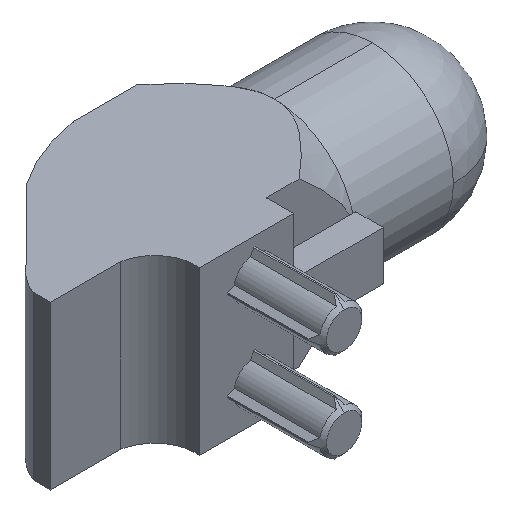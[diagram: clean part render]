
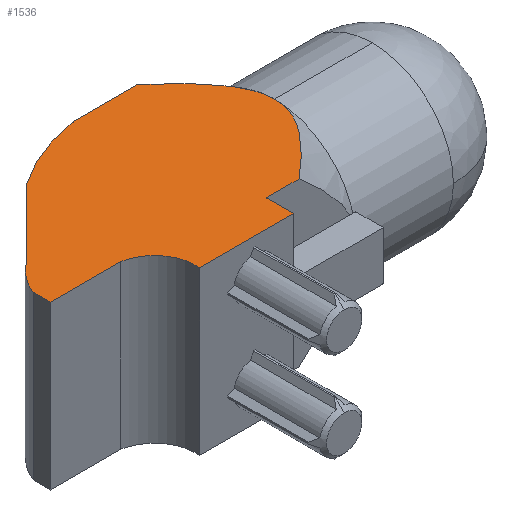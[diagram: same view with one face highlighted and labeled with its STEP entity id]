
A CAD part, isometric view. The second image highlights one B-rep face of the part: STEP entity #1536.
In plain terms, the highlighted planar face has unit normal (0, 0, 1).
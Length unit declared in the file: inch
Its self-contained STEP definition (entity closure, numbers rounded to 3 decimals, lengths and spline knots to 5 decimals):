
#7 = EDGE_CURVE ( 'NONE', #344, #1504, #1331, .T. ) ;
#24 = CARTESIAN_POINT ( 'NONE',  ( -0.05071, 0.0063, 0.1 ) ) ;
#33 = CARTESIAN_POINT ( 'NONE',  ( 0.21325, 0.17465, 0.1 ) ) ;
#37 = CARTESIAN_POINT ( 'NONE',  ( 0.11585, 0.00147, 0.1 ) ) ;
#39 = CARTESIAN_POINT ( 'NONE',  ( 0.2131, 0.09521, 0.1 ) ) ;
#42 = VERTEX_POINT ( 'NONE', #577 ) ;
#57 = EDGE_CURVE ( 'NONE', #353, #264, #690, .T. ) ;
#67 = DIRECTION ( 'NONE',  ( 0., 0., 1. ) ) ;
#71 = VECTOR ( 'NONE', #910, 39.37008 ) ;
#81 = CARTESIAN_POINT ( 'NONE',  ( 0.22587, 0.13505, 0.1 ) ) ;
#88 = EDGE_CURVE ( 'NONE', #210, #1896, #184, .T. ) ;
#118 = VECTOR ( 'NONE', #792, 39.37008 ) ;
#148 = VERTEX_POINT ( 'NONE', #1872 ) ;
#184 = LINE ( 'NONE', #1065, #1487 ) ;
#199 = DIRECTION ( 'NONE',  ( 1., 0., 0. ) ) ;
#200 = ORIENTED_EDGE ( 'NONE', *, *, #57, .T. ) ;
#205 = DIRECTION ( 'NONE',  ( -0.71, -0.704, 0. ) ) ;
#208 = EDGE_CURVE ( 'NONE', #1896, #221, #2163, .T. ) ;
#210 = VERTEX_POINT ( 'NONE', #511 ) ;
#211 = CARTESIAN_POINT ( 'NONE',  ( 0.22059, 0.16066, 0.1 ) ) ;
#219 = CARTESIAN_POINT ( 'NONE',  ( 0.20401, 0.08239, 0.1 ) ) ;
#221 = VERTEX_POINT ( 'NONE', #1606 ) ;
#264 = VERTEX_POINT ( 'NONE', #1451 ) ;
#344 = VERTEX_POINT ( 'NONE', #683 ) ;
#350 = ORIENTED_EDGE ( 'NONE', *, *, #896, .T. ) ;
#351 = EDGE_CURVE ( 'NONE', #344, #42, #2073, .T. ) ;
#353 = VERTEX_POINT ( 'NONE', #37 ) ;
#365 = CARTESIAN_POINT ( 'NONE',  ( 0.22587, 0.12975, 0.1 ) ) ;
#373 = CARTESIAN_POINT ( 'NONE',  ( 0.22515, 0.14554, 0.1 ) ) ;
#379 = CARTESIAN_POINT ( 'NONE',  ( 0.18683, 0.06295, 0.1 ) ) ;
#416 = LINE ( 'NONE', #1161, #813 ) ;
#511 = CARTESIAN_POINT ( 'NONE',  ( -0.01695, 0.19704, 0.1 ) ) ;
#518 = CARTESIAN_POINT ( 'NONE',  ( 0.11186, 0.0128, 0.1 ) ) ;
#533 = DIRECTION ( 'NONE',  ( 0., 1., 0. ) ) ;
#545 = CARTESIAN_POINT ( 'NONE',  ( 0.22587, 0.13505, 0.1 ) ) ;
#553 = CARTESIAN_POINT ( 'NONE',  ( 0.16402, 0.04175, 0.1 ) ) ;
#577 = CARTESIAN_POINT ( 'NONE',  ( 0.07804, 0.23505, 0.1 ) ) ;
#581 = EDGE_CURVE ( 'NONE', #1504, #2043, #866, .T. ) ;
#623 = CARTESIAN_POINT ( 'NONE',  ( -0.04186, 0.05647, 0.1 ) ) ;
#636 = LINE ( 'NONE', #623, #118 ) ;
#655 = AXIS2_PLACEMENT_3D ( 'NONE', #24, #1224, #199 ) ;
#683 = CARTESIAN_POINT ( 'NONE',  ( 0.15603, 0.23505, 0.1 ) ) ;
#688 = FACE_OUTER_BOUND ( 'NONE', #1033, .T. ) ;
#690 = LINE ( 'NONE', #2103, #1544 ) ;
#697 = DIRECTION ( 'NONE',  ( 1., 0., 0. ) ) ;
#717 = CARTESIAN_POINT ( 'NONE',  ( 0.1719, 0.22141, 0.1 ) ) ;
#721 = VECTOR ( 'NONE', #1243, 39.37008 ) ;
#772 = AXIS2_PLACEMENT_3D ( 'NONE', #1104, #67, #1267 ) ;
#792 = DIRECTION ( 'NONE',  ( 1., 0., 0. ) ) ;
#796 = ORIENTED_EDGE ( 'NONE', *, *, #1274, .T. ) ;
#813 = VECTOR ( 'NONE', #1332, 39.37008 ) ;
#851 = CARTESIAN_POINT ( 'NONE',  ( 0.22587, 0.23505, 0.1 ) ) ;
#866 = B_SPLINE_CURVE_WITH_KNOTS ( 'NONE', 3,
 ( #1735, #365, #1914, #891, #2077, #1074, #39, #1245, #219, #1405, #379, #1577, #553, #1740 ),
 .UNSPECIFIED., .F., .F.,
 ( 4, 2, 2, 2, 2, 2, 4 ),
 ( 0.01034, 0.01074, 0.01114, 0.01154, 0.01194, 0.01274, 0.01354 ),
 .UNSPECIFIED. ) ;
#884 = CARTESIAN_POINT ( 'NONE',  ( 0.19423, 0.1995, 0.1 ) ) ;
#891 = CARTESIAN_POINT ( 'NONE',  ( 0.22244, 0.11417, 0.1 ) ) ;
#896 = EDGE_CURVE ( 'NONE', #221, #1814, #2141, .T. ) ;
#899 = ORIENTED_EDGE ( 'NONE', *, *, #1583, .T. ) ;
#910 = DIRECTION ( 'NONE',  ( 1., 0., 0. ) ) ;
#931 = ORIENTED_EDGE ( 'NONE', *, *, #208, .T. ) ;
#932 = CARTESIAN_POINT ( 'NONE',  ( -0.12851, 0.05647, 0.1 ) ) ;
#946 = PLANE ( 'NONE',  #955 ) ;
#955 = AXIS2_PLACEMENT_3D ( 'NONE', #1788, #2126, #1130 ) ;
#1010 = CIRCLE ( 'NONE', #655, 0.05094 ) ;
#1022 = CARTESIAN_POINT ( 'NONE',  ( -0.12851, 0.05647, 0.1 ) ) ;
#1033 = EDGE_LOOP ( 'NONE', ( #2096, #1359, #796, #2017, #931, #350, #899, #1941, #1632, #200, #1129, #1225 ) ) ;
#1065 = CARTESIAN_POINT ( 'NONE',  ( -0.10045, 0.11417, 0.1 ) ) ;
#1067 = CARTESIAN_POINT ( 'NONE',  ( 0.20736, 0.18334, 0.1 ) ) ;
#1074 = CARTESIAN_POINT ( 'NONE',  ( 0.21587, 0.09981, 0.1 ) ) ;
#1104 = CARTESIAN_POINT ( 'NONE',  ( -0.04905, 0.04543, 0.1 ) ) ;
#1129 = ORIENTED_EDGE ( 'NONE', *, *, #1656, .T. ) ;
#1130 = DIRECTION ( 'NONE',  ( 1., 0., 0. ) ) ;
#1135 = EDGE_CURVE ( 'NONE', #148, #353, #416, .T. ) ;
#1161 = CARTESIAN_POINT ( 'NONE',  ( 0.11585, 0.00147, 0.1 ) ) ;
#1215 = CARTESIAN_POINT ( 'NONE',  ( -0.10045, 0.11417, 0.1 ) ) ;
#1224 = DIRECTION ( 'NONE',  ( 0., 0., -1. ) ) ;
#1225 = ORIENTED_EDGE ( 'NONE', *, *, #581, .F. ) ;
#1230 = CARTESIAN_POINT ( 'NONE',  ( 0.16403, 0.22834, 0.1 ) ) ;
#1239 = CARTESIAN_POINT ( 'NONE',  ( 0.21598, 0.17009, 0.1 ) ) ;
#1243 = DIRECTION ( 'NONE',  ( -1., 0., 0. ) ) ;
#1245 = CARTESIAN_POINT ( 'NONE',  ( 0.20718, 0.08652, 0.1 ) ) ;
#1267 = DIRECTION ( 'NONE',  ( 1., 0., 0. ) ) ;
#1274 = EDGE_CURVE ( 'NONE', #42, #210, #1513, .T. ) ;
#1312 = EDGE_CURVE ( 'NONE', #1567, #148, #1010, .T. ) ;
#1331 = B_SPLINE_CURVE_WITH_KNOTS ( 'NONE', 3,
 ( #1729, #1230, #717, #1907, #884, #2070, #1067, #33, #1239, #211, #1399, #373, #1569, #545 ),
 .UNSPECIFIED., .F., .F.,
 ( 4, 2, 2, 2, 2, 2, 4 ),
 ( 0.00717, 0.00796, 0.00875, 0.00915, 0.00954, 0.00994, 0.01034 ),
 .UNSPECIFIED. ) ;
#1332 = DIRECTION ( 'NONE',  ( 1., 0., 0. ) ) ;
#1359 = ORIENTED_EDGE ( 'NONE', *, *, #351, .T. ) ;
#1399 = CARTESIAN_POINT ( 'NONE',  ( 0.22249, 0.15578, 0.1 ) ) ;
#1405 = CARTESIAN_POINT ( 'NONE',  ( 0.19404, 0.0704, 0.1 ) ) ;
#1440 = LINE ( 'NONE', #1584, #71 ) ;
#1451 = CARTESIAN_POINT ( 'NONE',  ( 0.11585, 0.03505, 0.1 ) ) ;
#1487 = VECTOR ( 'NONE', #205, 39.37008 ) ;
#1504 = VERTEX_POINT ( 'NONE', #81 ) ;
#1513 = CIRCLE ( 'NONE', #1619, 0.22481 ) ;
#1517 = CARTESIAN_POINT ( 'NONE',  ( 0.15603, 0.03505, 0.1 ) ) ;
#1536 = ADVANCED_FACE ( 'NONE', ( #688 ), #946, .T. ) ;
#1544 = VECTOR ( 'NONE', #533, 39.37008 ) ;
#1567 = VERTEX_POINT ( 'NONE', #1635 ) ;
#1569 = CARTESIAN_POINT ( 'NONE',  ( 0.22587, 0.14029, 0.1 ) ) ;
#1577 = CARTESIAN_POINT ( 'NONE',  ( 0.17182, 0.04862, 0.1 ) ) ;
#1583 = EDGE_CURVE ( 'NONE', #1814, #1567, #636, .T. ) ;
#1584 = CARTESIAN_POINT ( 'NONE',  ( 0.22587, 0.03505, 0.1 ) ) ;
#1606 = CARTESIAN_POINT ( 'NONE',  ( -0.12851, 0.07788, 0.1 ) ) ;
#1619 = AXIS2_PLACEMENT_3D ( 'NONE', #518, #1710, #697 ) ;
#1632 = ORIENTED_EDGE ( 'NONE', *, *, #1135, .T. ) ;
#1635 = CARTESIAN_POINT ( 'NONE',  ( -0.04186, 0.05647, 0.1 ) ) ;
#1656 = EDGE_CURVE ( 'NONE', #264, #2043, #1440, .T. ) ;
#1710 = DIRECTION ( 'NONE',  ( 0., 0., 1. ) ) ;
#1729 = CARTESIAN_POINT ( 'NONE',  ( 0.15603, 0.23505, 0.1 ) ) ;
#1735 = CARTESIAN_POINT ( 'NONE',  ( 0.22587, 0.13505, 0.1 ) ) ;
#1740 = CARTESIAN_POINT ( 'NONE',  ( 0.15603, 0.03505, 0.1 ) ) ;
#1788 = CARTESIAN_POINT ( 'NONE',  ( 0.11186, 0.0128, 0.1 ) ) ;
#1814 = VERTEX_POINT ( 'NONE', #1022 ) ;
#1872 = CARTESIAN_POINT ( 'NONE',  ( 0., 0.00147, 0.1 ) ) ;
#1896 = VERTEX_POINT ( 'NONE', #1215 ) ;
#1907 = CARTESIAN_POINT ( 'NONE',  ( 0.18699, 0.20699, 0.1 ) ) ;
#1914 = CARTESIAN_POINT ( 'NONE',  ( 0.22512, 0.12436, 0.1 ) ) ;
#1941 = ORIENTED_EDGE ( 'NONE', *, *, #1312, .T. ) ;
#2017 = ORIENTED_EDGE ( 'NONE', *, *, #88, .T. ) ;
#2043 = VERTEX_POINT ( 'NONE', #1517 ) ;
#2070 = CARTESIAN_POINT ( 'NONE',  ( 0.20419, 0.18748, 0.1 ) ) ;
#2073 = LINE ( 'NONE', #851, #721 ) ;
#2077 = CARTESIAN_POINT ( 'NONE',  ( 0.22053, 0.10928, 0.1 ) ) ;
#2088 = VECTOR ( 'NONE', #2114, 39.37008 ) ;
#2096 = ORIENTED_EDGE ( 'NONE', *, *, #7, .F. ) ;
#2103 = CARTESIAN_POINT ( 'NONE',  ( 0.11585, 0.03505, 0.1 ) ) ;
#2114 = DIRECTION ( 'NONE',  ( 0., -1., 0. ) ) ;
#2126 = DIRECTION ( 'NONE',  ( 0., 0., 1. ) ) ;
#2141 = LINE ( 'NONE', #932, #2088 ) ;
#2163 = CIRCLE ( 'NONE', #772, 0.08583 ) ;
